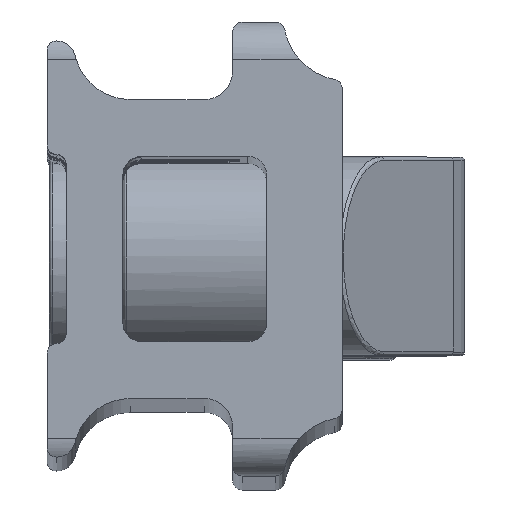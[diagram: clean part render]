
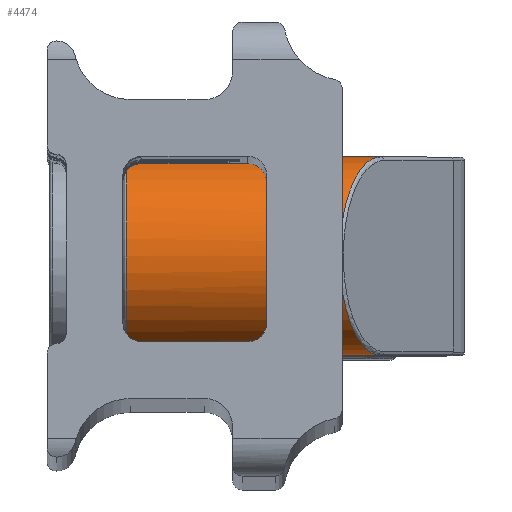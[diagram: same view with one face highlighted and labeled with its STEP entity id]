
A CAD part, top view. The second image highlights one B-rep face of the part: STEP entity #4474.
In plain terms, the highlighted cylindrical face has radius 5.25 mm (diameter 10.5 mm), a partial arc.
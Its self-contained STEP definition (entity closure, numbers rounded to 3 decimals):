
#61=ELLIPSE('',#4809,5.671,5.25);
#294=LINE('',#7101,#574);
#295=LINE('',#7102,#575);
#574=VECTOR('',#5532,10.);
#575=VECTOR('',#5533,10.);
#822=CYLINDRICAL_SURFACE('',#4819,5.25);
#1074=FACE_OUTER_BOUND('',#1342,.T.);
#1342=EDGE_LOOP('',(#3255,#3256,#3257,#3258));
#1677=CIRCLE('',#4820,5.25);
#1885=VERTEX_POINT('',#6768);
#1888=VERTEX_POINT('',#6776);
#1935=VERTEX_POINT('',#7034);
#1936=VERTEX_POINT('',#7082);
#2451=EDGE_CURVE('',#1936,#1935,#61,.T.);
#2459=EDGE_CURVE('',#1885,#1888,#1677,.T.);
#2460=EDGE_CURVE('',#1885,#1935,#294,.T.);
#2461=EDGE_CURVE('',#1936,#1888,#295,.T.);
#3255=ORIENTED_EDGE('',*,*,#2459,.F.);
#3256=ORIENTED_EDGE('',*,*,#2460,.T.);
#3257=ORIENTED_EDGE('',*,*,#2451,.F.);
#3258=ORIENTED_EDGE('',*,*,#2461,.T.);
#4474=ADVANCED_FACE('',(#1074),#822,.T.);
#4809=AXIS2_PLACEMENT_3D('',#7084,#5506,#5507);
#4819=AXIS2_PLACEMENT_3D('',#7099,#5528,#5529);
#4820=AXIS2_PLACEMENT_3D('',#7100,#5530,#5531);
#5506=DIRECTION('center_axis',(0.926,0.,0.378));
#5507=DIRECTION('ref_axis',(-0.378,0.,0.926));
#5528=DIRECTION('center_axis',(-1.,0.,0.));
#5529=DIRECTION('ref_axis',(0.,-1.,0.));
#5530=DIRECTION('center_axis',(-1.,0.,0.));
#5531=DIRECTION('ref_axis',(0.,0.,
1.));
#5532=DIRECTION('',(1.,0.,0.));
#5533=DIRECTION('',(-1.,0.,0.));
#6768=CARTESIAN_POINT('',(4.2,-5.25,91.65));
#6776=CARTESIAN_POINT('',(4.2,5.25,91.65));
#7034=CARTESIAN_POINT('',(17.611,-5.25,91.65));
#7082=CARTESIAN_POINT('',(17.611,5.25,91.65));
#7084=CARTESIAN_POINT('Origin',(17.611,0.,91.65));
#7099=CARTESIAN_POINT('Origin',(8.525,0.,91.65));
#7100=CARTESIAN_POINT('Origin',(4.2,0.,91.65));
#7101=CARTESIAN_POINT('',(8.525,-5.25,91.65));
#7102=CARTESIAN_POINT('',(8.525,5.25,91.65));
